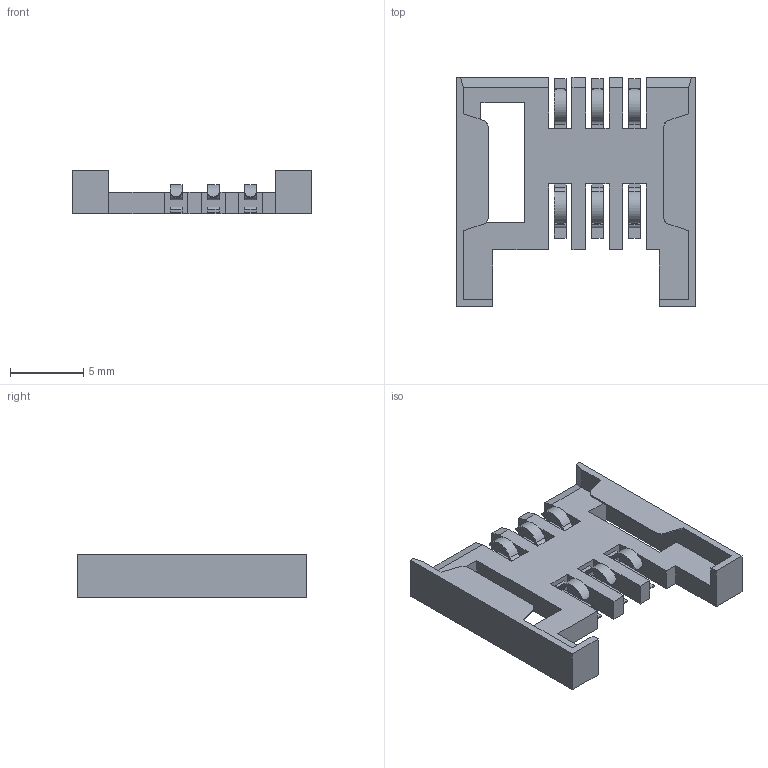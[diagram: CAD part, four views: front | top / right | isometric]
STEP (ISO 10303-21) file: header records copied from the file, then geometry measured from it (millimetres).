
FILE_DESCRIPTION (( 'STEP AP214' ), '1' );
FILE_NAME ('3ADA2C70-C514-4DC2-810A-8565E905C9F1.STEP', '2008-03-15T16:06:40', ( 'sysAdmin' ), ( 'SolidWorks' ), 'SwSTEP 2.0', 'SolidWorks 2008', '' );
FILE_SCHEMA (( 'AUTOMOTIVE_DESIGN' ));
Length unit declared in the file: millimetre
Products named in the file (1): 3ADA2C70-C514-4DC2-810A-8565E905C9F1
Bounding box: 16.4 x 15.7 x 3 mm (x, y, z)
Volume: 241 mm3; surface area: 753.4 mm2
Topology: 1 solids, 1 shells, 192 faces, 532 edges, 354 vertices
Faces by surface type: plane 140, cylinder 52
Entity records: 8163 total; most frequent: CARTESIAN_POINT 1199, ORIENTED_EDGE 1064, DIRECTION 974, EDGE_CURVE 532, VECTOR 428, LINE 428, VERTEX_POINT 354, AXIS2_PLACEMENT_3D 273
